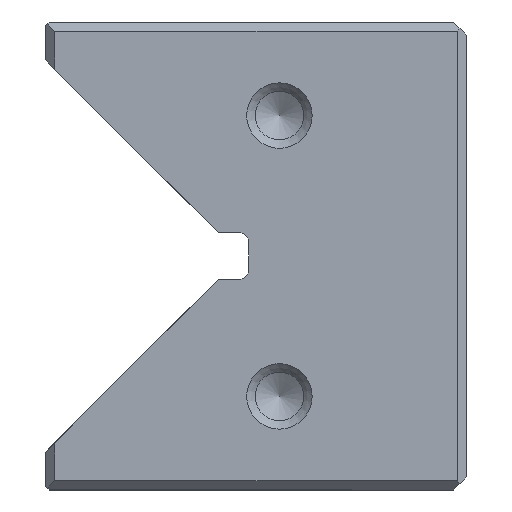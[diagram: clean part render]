
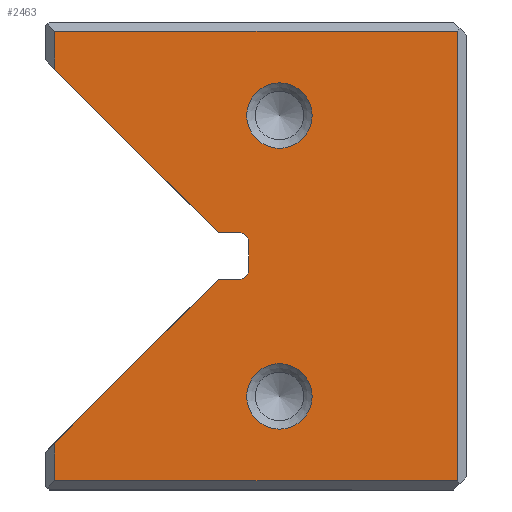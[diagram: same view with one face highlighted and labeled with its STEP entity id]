
A CAD part, left-side view. The second image highlights one B-rep face of the part: STEP entity #2463.
In plain terms, the highlighted planar face has unit normal (-1, 0, 0).
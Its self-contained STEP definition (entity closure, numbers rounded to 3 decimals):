
#2463=ADVANCED_FACE('',(#3354,#3355,#3356),#2837,.T.);
#2837=PLANE('',#8691);
#3077=CIRCLE('',#8687,3.5);
#3078=CIRCLE('',#8688,3.5);
#3079=CIRCLE('',#8689,1.);
#3080=CIRCLE('',#8690,1.);
#3354=FACE_BOUND('',#3536,.T.);
#3355=FACE_BOUND('',#3537,.T.);
#3356=FACE_BOUND('',#3538,.T.);
#3536=EDGE_LOOP('',(#4228));
#3537=EDGE_LOOP('',(#4229));
#3538=EDGE_LOOP('',(#4230,#4231,#4232,#4233,#4234,#4235,#4236,#4237,#4238,
#4239,#4240,#4241));
#4228=ORIENTED_EDGE('',*,*,#6686,.F.);
#4229=ORIENTED_EDGE('',*,*,#6687,.T.);
#4230=ORIENTED_EDGE('',*,*,#6688,.T.);
#4231=ORIENTED_EDGE('',*,*,#6689,.T.);
#4232=ORIENTED_EDGE('',*,*,#6690,.T.);
#4233=ORIENTED_EDGE('',*,*,#6691,.T.);
#4234=ORIENTED_EDGE('',*,*,#6692,.T.);
#4235=ORIENTED_EDGE('',*,*,#6693,.T.);
#4236=ORIENTED_EDGE('',*,*,#6694,.T.);
#4237=ORIENTED_EDGE('',*,*,#6695,.T.);
#4238=ORIENTED_EDGE('',*,*,#6696,.T.);
#4239=ORIENTED_EDGE('',*,*,#6697,.T.);
#4240=ORIENTED_EDGE('',*,*,#6698,.F.);
#4241=ORIENTED_EDGE('',*,*,#6699,.F.);
#6052=VERTEX_POINT('',#11138);
#6053=VERTEX_POINT('',#11140);
#6054=VERTEX_POINT('',#11142);
#6055=VERTEX_POINT('',#11143);
#6056=VERTEX_POINT('',#11145);
#6057=VERTEX_POINT('',#11147);
#6058=VERTEX_POINT('',#11149);
#6059=VERTEX_POINT('',#11151);
#6060=VERTEX_POINT('',#11153);
#6061=VERTEX_POINT('',#11155);
#6062=VERTEX_POINT('',#11157);
#6063=VERTEX_POINT('',#11159);
#6064=VERTEX_POINT('',#11161);
#6065=VERTEX_POINT('',#11163);
#6686=EDGE_CURVE('',#6052,#6052,#3077,.T.);
#6687=EDGE_CURVE('',#6053,#6053,#3078,.T.);
#6688=EDGE_CURVE('',#6054,#6055,#7513,.T.);
#6689=EDGE_CURVE('',#6055,#6056,#7514,.T.);
#6690=EDGE_CURVE('',#6056,#6057,#7515,.T.);
#6691=EDGE_CURVE('',#6057,#6058,#7516,.T.);
#6692=EDGE_CURVE('',#6058,#6059,#7517,.T.);
#6693=EDGE_CURVE('',#6059,#6060,#7518,.T.);
#6694=EDGE_CURVE('',#6060,#6061,#7519,.T.);
#6695=EDGE_CURVE('',#6061,#6062,#3079,.T.);
#6696=EDGE_CURVE('',#6062,#6063,#7520,.T.);
#6697=EDGE_CURVE('',#6063,#6064,#3080,.T.);
#6698=EDGE_CURVE('',#6065,#6064,#7521,.T.);
#6699=EDGE_CURVE('',#6054,#6065,#7522,.T.);
#7513=LINE('',#11141,#8175);
#7514=LINE('',#11144,#8176);
#7515=LINE('',#11146,#8177);
#7516=LINE('',#11148,#8178);
#7517=LINE('',#11150,#8179);
#7518=LINE('',#11152,#8180);
#7519=LINE('',#11154,#8181);
#7520=LINE('',#11158,#8182);
#7521=LINE('',#11162,#8183);
#7522=LINE('',#11164,#8184);
#8175=VECTOR('',#9222,1.);
#8176=VECTOR('',#9223,1.);
#8177=VECTOR('',#9224,1.);
#8178=VECTOR('',#9225,1.);
#8179=VECTOR('',#9226,1.);
#8180=VECTOR('',#9227,1.);
#8181=VECTOR('',#9228,1.);
#8182=VECTOR('',#9231,1.);
#8183=VECTOR('',#9234,1.);
#8184=VECTOR('',#9235,1.);
#8687=AXIS2_PLACEMENT_3D('',#11137,#9218,#9219);
#8688=AXIS2_PLACEMENT_3D('',#11139,#9220,#9221);
#8689=AXIS2_PLACEMENT_3D('',#11156,#9229,#9230);
#8690=AXIS2_PLACEMENT_3D('',#11160,#9232,#9233);
#8691=AXIS2_PLACEMENT_3D('',#11165,#9236,#9237);
#9218=DIRECTION('',(-1.,0.,0.));
#9219=DIRECTION('',(0.,0.,1.));
#9220=DIRECTION('',(1.,0.,0.));
#9221=DIRECTION('',(0.,0.,-1.));
#9222=DIRECTION('',(0.,0.,-1.));
#9223=DIRECTION('',(0.,-1.,0.));
#9224=DIRECTION('',(0.,0.,1.));
#9225=DIRECTION('',(0.,1.,0.));
#9226=DIRECTION('',(0.,0.,-1.));
#9227=DIRECTION('',(0.,-0.707,-0.707));
#9228=DIRECTION('',(0.,-1.,0.));
#9229=DIRECTION('',(1.,0.,0.));
#9230=DIRECTION('',(0.,0.,1.));
#9231=DIRECTION('',(0.,0.,-1.));
#9232=DIRECTION('',(1.,0.,0.));
#9233=DIRECTION('',(0.,0.,1.));
#9234=DIRECTION('',(0.,-1.,0.));
#9235=DIRECTION('',(0.,-0.707,0.707));
#9236=DIRECTION('',(-1.,0.,0.));
#9237=DIRECTION('',(0.,0.,-1.));
#11137=CARTESIAN_POINT('',(0.,20.,40.));
#11138=CARTESIAN_POINT('',(0.,20.,43.5));
#11139=CARTESIAN_POINT('',(0.,20.,10.));
#11140=CARTESIAN_POINT('',(0.,20.,6.5));
#11141=CARTESIAN_POINT('',(0.,44.,0.));
#11142=CARTESIAN_POINT('',(0.,44.,5.048));
#11143=CARTESIAN_POINT('',(0.,44.,1.));
#11144=CARTESIAN_POINT('',(0.,22.5,1.));
#11145=CARTESIAN_POINT('',(0.,1.,1.));
#11146=CARTESIAN_POINT('',(0.,1.,0.));
#11147=CARTESIAN_POINT('',(0.,1.,49.));
#11148=CARTESIAN_POINT('',(0.,22.5,49.));
#11149=CARTESIAN_POINT('',(0.,44.,49.));
#11150=CARTESIAN_POINT('',(0.,44.,0.));
#11151=CARTESIAN_POINT('',(0.,44.,44.952));
#11152=CARTESIAN_POINT('',(0.,45.,45.952));
#11153=CARTESIAN_POINT('',(0.,26.548,27.5));
#11154=CARTESIAN_POINT('',(0.,23.3,27.5));
#11155=CARTESIAN_POINT('',(0.,24.3,27.5));
#11156=CARTESIAN_POINT('',(0.,24.3,26.5));
#11157=CARTESIAN_POINT('',(0.,23.3,26.5));
#11158=CARTESIAN_POINT('',(0.,23.3,27.5));
#11159=CARTESIAN_POINT('',(0.,23.3,23.5));
#11160=CARTESIAN_POINT('',(0.,24.3,23.5));
#11161=CARTESIAN_POINT('',(0.,24.3,22.5));
#11162=CARTESIAN_POINT('',(0.,23.3,22.5));
#11163=CARTESIAN_POINT('',(0.,26.548,22.5));
#11164=CARTESIAN_POINT('',(0.,45.,4.048));
#11165=CARTESIAN_POINT('',(0.,22.5,0.));
